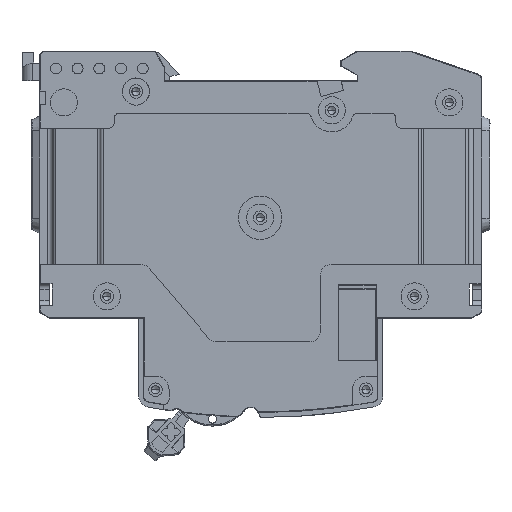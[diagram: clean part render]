
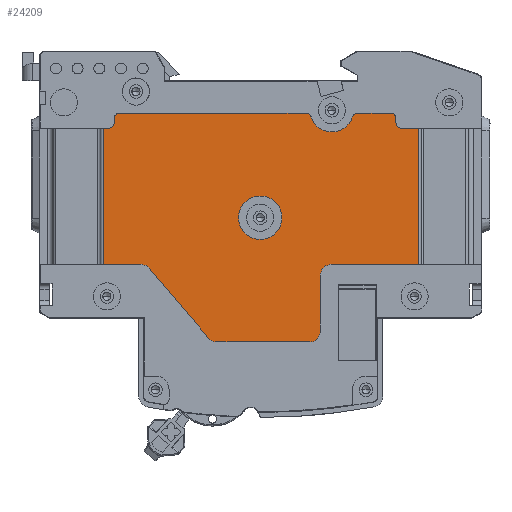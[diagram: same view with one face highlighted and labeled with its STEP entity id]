
A CAD part, front view. The second image highlights one B-rep face of the part: STEP entity #24209.
In plain terms, the highlighted planar face has unit normal (0, -1, 0).
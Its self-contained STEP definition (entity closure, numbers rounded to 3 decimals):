
#3664=FACE_BOUND('',#34610,.T.);
#3665=FACE_BOUND('',#34611,.T.);
#11881=LINE('',#127888,#19799);
#11910=LINE('',#127968,#19828);
#11913=LINE('',#127978,#19831);
#11914=LINE('',#127982,#19832);
#11915=LINE('',#127986,#19833);
#11916=LINE('',#127990,#19834);
#11917=LINE('',#127992,#19835);
#11918=LINE('',#127994,#19836);
#11919=LINE('',#127998,#19837);
#11920=LINE('',#128002,#19838);
#11921=LINE('',#128010,#19839);
#11922=LINE('',#128014,#19840);
#11923=LINE('',#128015,#19841);
#19799=VECTOR('',#102345,1.);
#19828=VECTOR('',#102418,1.);
#19831=VECTOR('',#102429,1.);
#19832=VECTOR('',#102432,1.);
#19833=VECTOR('',#102435,1.);
#19834=VECTOR('',#102438,1.);
#19835=VECTOR('',#102439,1.);
#19836=VECTOR('',#102440,1.);
#19837=VECTOR('',#102443,1.);
#19838=VECTOR('',#102446,1.);
#19839=VECTOR('',#102453,1.);
#19840=VECTOR('',#102456,1.);
#19841=VECTOR('',#102457,1.);
#24209=ADVANCED_FACE('',(#3664,#3665),#26956,.T.);
#26956=PLANE('',#83395);
#34610=EDGE_LOOP('',(#53702,#53703,#53704,#53705,#53706,#53707,#53708,#53709,
#53710,#53711,#53712,#53713,#53714,#53715,#53716,#53717,#53718,#53719,#53720,
#53721,#53722,#53723,#53724,#53725));
#34611=EDGE_LOOP('',(#53726,#53727));
#53702=ORIENTED_EDGE('',*,*,#73724,.F.);
#53703=ORIENTED_EDGE('',*,*,#73769,.F.);
#53704=ORIENTED_EDGE('',*,*,#73770,.F.);
#53705=ORIENTED_EDGE('',*,*,#73771,.T.);
#53706=ORIENTED_EDGE('',*,*,#73772,.F.);
#53707=ORIENTED_EDGE('',*,*,#73773,.T.);
#53708=ORIENTED_EDGE('',*,*,#73774,.F.);
#53709=ORIENTED_EDGE('',*,*,#73775,.F.);
#53710=ORIENTED_EDGE('',*,*,#73776,.T.);
#53711=ORIENTED_EDGE('',*,*,#73777,.T.);
#53712=ORIENTED_EDGE('',*,*,#73778,.F.);
#53713=ORIENTED_EDGE('',*,*,#73779,.F.);
#53714=ORIENTED_EDGE('',*,*,#73780,.F.);
#53715=ORIENTED_EDGE('',*,*,#73781,.F.);
#53716=ORIENTED_EDGE('',*,*,#73782,.F.);
#53717=ORIENTED_EDGE('',*,*,#73783,.T.);
#53718=ORIENTED_EDGE('',*,*,#73784,.F.);
#53719=ORIENTED_EDGE('',*,*,#73785,.T.);
#53720=ORIENTED_EDGE('',*,*,#73786,.F.);
#53721=ORIENTED_EDGE('',*,*,#73787,.F.);
#53722=ORIENTED_EDGE('',*,*,#73788,.F.);
#53723=ORIENTED_EDGE('',*,*,#73768,.F.);
#53724=ORIENTED_EDGE('',*,*,#73765,.T.);
#53725=ORIENTED_EDGE('',*,*,#73789,.T.);
#53726=ORIENTED_EDGE('',*,*,#73790,.T.);
#53727=ORIENTED_EDGE('',*,*,#73791,.T.);
#63436=VERTEX_POINT('',#127887);
#63437=VERTEX_POINT('',#127889);
#63465=VERTEX_POINT('',#127967);
#63466=VERTEX_POINT('',#127969);
#63467=VERTEX_POINT('',#127973);
#63468=VERTEX_POINT('',#127977);
#63469=VERTEX_POINT('',#127979);
#63470=VERTEX_POINT('',#127981);
#63471=VERTEX_POINT('',#127983);
#63472=VERTEX_POINT('',#127985);
#63473=VERTEX_POINT('',#127987);
#63474=VERTEX_POINT('',#127989);
#63475=VERTEX_POINT('',#127991);
#63476=VERTEX_POINT('',#127993);
#63477=VERTEX_POINT('',#127995);
#63478=VERTEX_POINT('',#127997);
#63479=VERTEX_POINT('',#127999);
#63480=VERTEX_POINT('',#128001);
#63481=VERTEX_POINT('',#128003);
#63482=VERTEX_POINT('',#128005);
#63483=VERTEX_POINT('',#128007);
#63484=VERTEX_POINT('',#128009);
#63485=VERTEX_POINT('',#128011);
#63486=VERTEX_POINT('',#128013);
#63487=VERTEX_POINT('',#128017);
#63488=VERTEX_POINT('',#128018);
#73724=EDGE_CURVE('',#63436,#63437,#11881,.T.);
#73765=EDGE_CURVE('',#63466,#63465,#11910,.T.);
#73768=EDGE_CURVE('',#63466,#63467,#77482,.T.);
#73769=EDGE_CURVE('',#63468,#63436,#77483,.T.);
#73770=EDGE_CURVE('',#63469,#63468,#11913,.T.);
#73771=EDGE_CURVE('',#63469,#63470,#77484,.T.);
#73772=EDGE_CURVE('',#63471,#63470,#11914,.T.);
#73773=EDGE_CURVE('',#63471,#63472,#77485,.T.);
#73774=EDGE_CURVE('',#63473,#63472,#11915,.T.);
#73775=EDGE_CURVE('',#63474,#63473,#77486,.T.);
#73776=EDGE_CURVE('',#63474,#63475,#11916,.T.);
#73777=EDGE_CURVE('',#63475,#63476,#11917,.T.);
#73778=EDGE_CURVE('',#63477,#63476,#11918,.T.);
#73779=EDGE_CURVE('',#63478,#63477,#77487,.T.);
#73780=EDGE_CURVE('',#63479,#63478,#11919,.T.);
#73781=EDGE_CURVE('',#63480,#63479,#77488,.T.);
#73782=EDGE_CURVE('',#63481,#63480,#11920,.T.);
#73783=EDGE_CURVE('',#63481,#63482,#77489,.T.);
#73784=EDGE_CURVE('',#63483,#63482,#77490,.T.);
#73785=EDGE_CURVE('',#63483,#63484,#77491,.T.);
#73786=EDGE_CURVE('',#63485,#63484,#11921,.T.);
#73787=EDGE_CURVE('',#63486,#63485,#77492,.T.);
#73788=EDGE_CURVE('',#63467,#63486,#11922,.T.);
#73789=EDGE_CURVE('',#63465,#63437,#11923,.T.);
#73790=EDGE_CURVE('',#63487,#63488,#77493,.T.);
#73791=EDGE_CURVE('',#63488,#63487,#77494,.T.);
#77482=CIRCLE('',#83381,1.);
#77483=CIRCLE('',#83383,2.);
#77484=CIRCLE('',#83384,2.);
#77485=CIRCLE('',#83385,2.);
#77486=CIRCLE('',#83386,2.);
#77487=CIRCLE('',#83387,1.);
#77488=CIRCLE('',#83388,1.);
#77489=CIRCLE('',#83389,1.);
#77490=CIRCLE('',#83390,4.);
#77491=CIRCLE('',#83391,1.);
#77492=CIRCLE('',#83392,1.);
#77493=CIRCLE('',#83393,4.);
#77494=CIRCLE('',#83394,4.);
#83381=AXIS2_PLACEMENT_3D('',#127974,#102423,#102424);
#83383=AXIS2_PLACEMENT_3D('',#127976,#102427,#102428);
#83384=AXIS2_PLACEMENT_3D('',#127980,#102430,#102431);
#83385=AXIS2_PLACEMENT_3D('',#127984,#102433,#102434);
#83386=AXIS2_PLACEMENT_3D('',#127988,#102436,#102437);
#83387=AXIS2_PLACEMENT_3D('',#127996,#102441,#102442);
#83388=AXIS2_PLACEMENT_3D('',#128000,#102444,#102445);
#83389=AXIS2_PLACEMENT_3D('',#128004,#102447,#102448);
#83390=AXIS2_PLACEMENT_3D('',#128006,#102449,#102450);
#83391=AXIS2_PLACEMENT_3D('',#128008,#102451,#102452);
#83392=AXIS2_PLACEMENT_3D('',#128012,#102454,#102455);
#83393=AXIS2_PLACEMENT_3D('',#128016,#102458,#102459);
#83394=AXIS2_PLACEMENT_3D('',#128019,#102460,#102461);
#83395=AXIS2_PLACEMENT_3D('',#128020,#102462,#102463);
#102345=DIRECTION('',(-1.,0.,0.));
#102418=DIRECTION('',(-1.,0.,0.));
#102423=DIRECTION('',(0.,-1.,0.));
#102424=DIRECTION('',(0.,0.,-1.));
#102427=DIRECTION('',(0.,-1.,0.));
#102428=DIRECTION('',(0.762,0.,0.648));
#102429=DIRECTION('',(-0.648,0.,0.762));
#102430=DIRECTION('',(0.,-1.,0.));
#102431=DIRECTION('',(-0.762,0.,-0.648));
#102432=DIRECTION('',(-1.,0.,0.));
#102433=DIRECTION('',(0.,-1.,0.));
#102434=DIRECTION('',(0.,0.,-1.));
#102435=DIRECTION('',(0.,0.,-1.));
#102436=DIRECTION('',(0.,-1.,0.));
#102437=DIRECTION('',(0.,0.,1.));
#102438=DIRECTION('',(1.,0.,0.));
#102439=DIRECTION('',(0.,0.,1.));
#102440=DIRECTION('',(1.,0.,0.));
#102441=DIRECTION('',(0.,-1.,0.));
#102442=DIRECTION('',(-1.,0.,0.));
#102443=DIRECTION('',(0.,0.,-1.));
#102444=DIRECTION('',(0.,1.,0.));
#102445=DIRECTION('',(0.,0.,1.));
#102446=DIRECTION('',(1.,0.,0.));
#102447=DIRECTION('',(0.,-1.,0.));
#102448=DIRECTION('',(0.,0.,1.));
#102449=DIRECTION('',(0.,-1.,0.));
#102450=DIRECTION('',(-0.951,0.,-0.31));
#102451=DIRECTION('',(0.,-1.,0.));
#102452=DIRECTION('',(0.951,0.,0.31));
#102453=DIRECTION('',(1.,0.,0.));
#102454=DIRECTION('',(0.,1.,0.));
#102455=DIRECTION('',(-1.,0.,0.));
#102456=DIRECTION('',(0.,0.,1.));
#102457=DIRECTION('',(0.,0.,-1.));
#102458=DIRECTION('',(0.,1.,0.));
#102459=DIRECTION('',(0.5,0.,0.866));
#102460=DIRECTION('',(0.,1.,0.));
#102461=DIRECTION('',(-0.5,0.,-0.866));
#102462=DIRECTION('',(0.,-1.,0.));
#102463=DIRECTION('',(-1.,0.,0.));
#127887=CARTESIAN_POINT('',(-91.315,0.05,-87.593));
#127888=CARTESIAN_POINT('',(-91.315,0.05,-87.593));
#127889=CARTESIAN_POINT('',(-98.288,0.05,-87.593));
#127967=CARTESIAN_POINT('',(-98.288,0.05,-62.493));
#127968=CARTESIAN_POINT('',(-97.238,0.05,-62.493));
#127969=CARTESIAN_POINT('',(-97.238,0.05,-62.493));
#127973=CARTESIAN_POINT('',(-96.238,0.05,-61.493));
#127974=CARTESIAN_POINT('',(-97.238,0.05,-61.493));
#127976=CARTESIAN_POINT('',(-91.315,0.05,-89.593));
#127977=CARTESIAN_POINT('',(-89.79,0.05,-88.298));
#127978=CARTESIAN_POINT('',(-78.837,0.05,-101.188));
#127979=CARTESIAN_POINT('',(-78.837,0.05,-101.188));
#127980=CARTESIAN_POINT('',(-77.313,0.05,-99.893));
#127981=CARTESIAN_POINT('',(-77.313,0.05,-101.893));
#127982=CARTESIAN_POINT('',(-60.238,0.05,-101.893));
#127983=CARTESIAN_POINT('',(-60.238,0.05,-101.893));
#127984=CARTESIAN_POINT('',(-60.238,0.05,-99.893));
#127985=CARTESIAN_POINT('',(-58.238,0.05,-99.893));
#127986=CARTESIAN_POINT('',(-58.238,0.05,-89.593));
#127987=CARTESIAN_POINT('',(-58.238,0.05,-89.593));
#127988=CARTESIAN_POINT('',(-56.238,0.05,-89.593));
#127989=CARTESIAN_POINT('',(-56.238,0.05,-87.593));
#127990=CARTESIAN_POINT('',(-56.238,0.05,-87.593));
#127991=CARTESIAN_POINT('',(-40.188,0.05,-87.593));
#127992=CARTESIAN_POINT('',(-40.188,0.05,-87.593));
#127993=CARTESIAN_POINT('',(-40.188,0.05,-62.493));
#127994=CARTESIAN_POINT('',(-43.317,0.05,-62.493));
#127995=CARTESIAN_POINT('',(-43.317,0.05,-62.493));
#127996=CARTESIAN_POINT('',(-43.317,0.05,-61.493));
#127997=CARTESIAN_POINT('',(-44.317,0.05,-61.493));
#127998=CARTESIAN_POINT('',(-44.317,0.05,-60.743));
#127999=CARTESIAN_POINT('',(-44.317,0.05,-60.743));
#128000=CARTESIAN_POINT('',(-45.317,0.05,-60.743));
#128001=CARTESIAN_POINT('',(-45.317,0.05,-59.743));
#128002=CARTESIAN_POINT('',(-51.384,0.05,-59.743));
#128003=CARTESIAN_POINT('',(-51.384,0.05,-59.743));
#128004=CARTESIAN_POINT('',(-51.384,0.05,-60.743));
#128005=CARTESIAN_POINT('',(-52.335,0.05,-60.433));
#128006=CARTESIAN_POINT('',(-56.138,0.05,-59.193));
#128007=CARTESIAN_POINT('',(-59.941,0.05,-60.433));
#128008=CARTESIAN_POINT('',(-60.892,0.05,-60.743));
#128009=CARTESIAN_POINT('',(-60.892,0.05,-59.743));
#128010=CARTESIAN_POINT('',(-95.238,0.05,-59.743));
#128011=CARTESIAN_POINT('',(-95.238,0.05,-59.743));
#128012=CARTESIAN_POINT('',(-95.238,0.05,-60.743));
#128013=CARTESIAN_POINT('',(-96.238,0.05,-60.743));
#128014=CARTESIAN_POINT('',(-96.238,0.05,-61.493));
#128015=CARTESIAN_POINT('',(-98.288,0.05,-62.493));
#128016=CARTESIAN_POINT('',(-69.338,0.05,-78.993));
#128017=CARTESIAN_POINT('',(-67.338,0.05,-75.529));
#128018=CARTESIAN_POINT('',(-71.338,0.05,-82.457));
#128019=CARTESIAN_POINT('',(-69.338,0.05,-78.993));
#128020=CARTESIAN_POINT('',(0.,0.05,0.));
